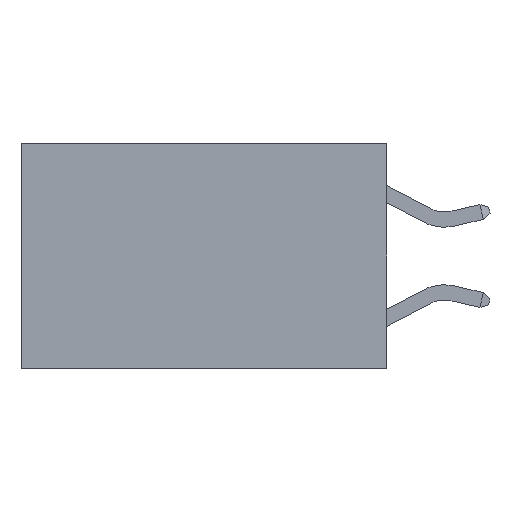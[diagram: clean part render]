
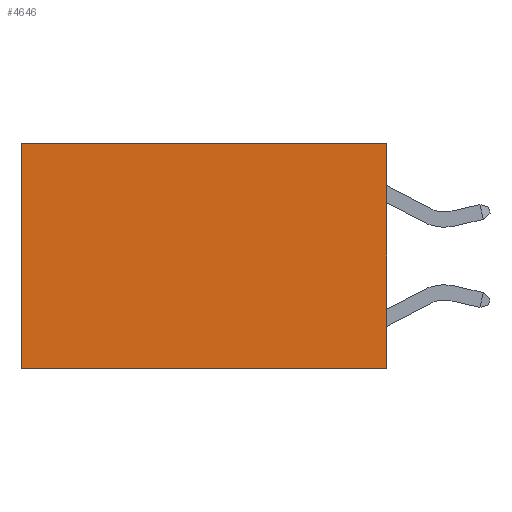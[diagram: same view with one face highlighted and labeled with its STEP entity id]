
A CAD part, left-side view. The second image highlights one B-rep face of the part: STEP entity #4646.
In plain terms, the highlighted planar face has unit normal (-1, 0, 0).
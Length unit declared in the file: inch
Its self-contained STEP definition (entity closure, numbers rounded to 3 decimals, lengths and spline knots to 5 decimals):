
#108 = LINE ( 'NONE', #10200, #4668 ) ;
#184 = CARTESIAN_POINT ( 'NONE',  ( 0.2625, 0.6, -0.37 ) ) ;
#221 = VECTOR ( 'NONE', #11329, 39.37008 ) ;
#607 = CARTESIAN_POINT ( 'NONE',  ( 0.2625, 0.6, 0. ) ) ;
#858 = VECTOR ( 'NONE', #7039, 39.37008 ) ;
#892 = EDGE_LOOP ( 'NONE', ( #1226, #3622, #10202, #8156 ) ) ;
#1006 = EDGE_CURVE ( 'NONE', #10357, #7570, #108, .T. ) ;
#1226 = ORIENTED_EDGE ( 'NONE', *, *, #4991, .T. ) ;
#1465 = CARTESIAN_POINT ( 'NONE',  ( 0.2625, 0., 0. ) ) ;
#1772 = DIRECTION ( 'NONE',  ( 0., 0., -1. ) ) ;
#2019 = VECTOR ( 'NONE', #8301, 39.37008 ) ;
#2186 = EDGE_CURVE ( 'NONE', #10357, #2383, #5057, .T. ) ;
#2383 = VERTEX_POINT ( 'NONE', #5971 ) ;
#3185 = CARTESIAN_POINT ( 'NONE',  ( 0.2625, 0., 0. ) ) ;
#3358 = DIRECTION ( 'NONE',  ( 1., 0., 0. ) ) ;
#3622 = ORIENTED_EDGE ( 'NONE', *, *, #11015, .F. ) ;
#4646 = ADVANCED_FACE ( 'NONE', ( #8787 ), #8070, .F. ) ;
#4668 = VECTOR ( 'NONE', #9428, 39.37008 ) ;
#4991 = EDGE_CURVE ( 'NONE', #2383, #10148, #5974, .T. ) ;
#5057 = LINE ( 'NONE', #1465, #221 ) ;
#5087 = CARTESIAN_POINT ( 'NONE',  ( 0.2625, 0., 0. ) ) ;
#5971 = CARTESIAN_POINT ( 'NONE',  ( 0.2625, 0.6, 0. ) ) ;
#5974 = LINE ( 'NONE', #607, #858 ) ;
#6064 = CARTESIAN_POINT ( 'NONE',  ( 0.2625, 0., -0.37 ) ) ;
#7039 = DIRECTION ( 'NONE',  ( 0., 0., -1. ) ) ;
#7570 = VERTEX_POINT ( 'NONE', #6064 ) ;
#8070 = PLANE ( 'NONE',  #8405 ) ;
#8156 = ORIENTED_EDGE ( 'NONE', *, *, #2186, .T. ) ;
#8301 = DIRECTION ( 'NONE',  ( 0., 1., 0. ) ) ;
#8405 = AXIS2_PLACEMENT_3D ( 'NONE', #5087, #3358, #1772 ) ;
#8787 = FACE_OUTER_BOUND ( 'NONE', #892, .T. ) ;
#9428 = DIRECTION ( 'NONE',  ( 0., 0., -1. ) ) ;
#10052 = CARTESIAN_POINT ( 'NONE',  ( 0.2625, 0., -0.37 ) ) ;
#10148 = VERTEX_POINT ( 'NONE', #184 ) ;
#10200 = CARTESIAN_POINT ( 'NONE',  ( 0.2625, 0., 0. ) ) ;
#10202 = ORIENTED_EDGE ( 'NONE', *, *, #1006, .F. ) ;
#10357 = VERTEX_POINT ( 'NONE', #3185 ) ;
#11015 = EDGE_CURVE ( 'NONE', #7570, #10148, #11148, .T. ) ;
#11148 = LINE ( 'NONE', #10052, #2019 ) ;
#11329 = DIRECTION ( 'NONE',  ( 0., 1., 0. ) ) ;
